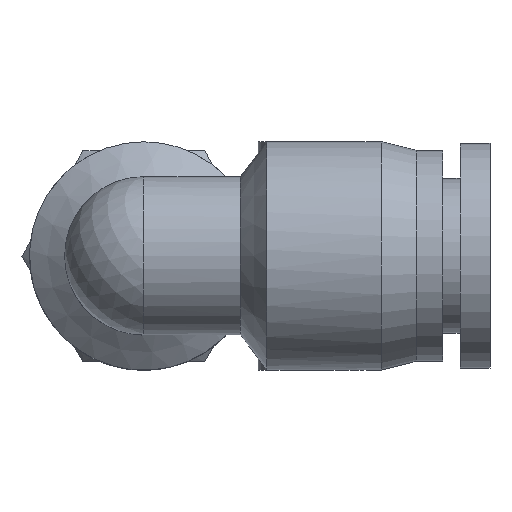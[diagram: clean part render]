
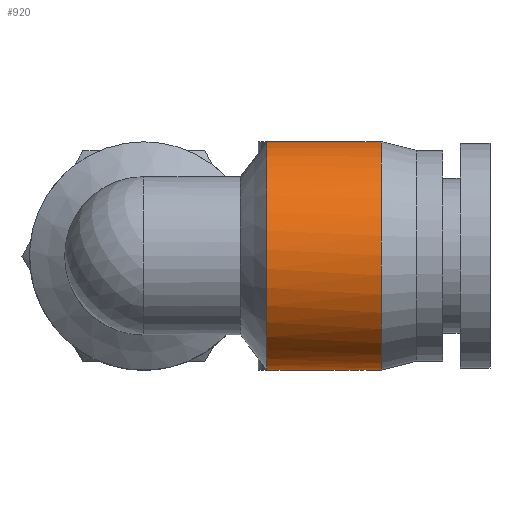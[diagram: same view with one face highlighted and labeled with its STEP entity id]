
A CAD part, top view. The second image highlights one B-rep face of the part: STEP entity #920.
In plain terms, the highlighted cylindrical face has radius 6.5 mm (diameter 13 mm), a full revolution.
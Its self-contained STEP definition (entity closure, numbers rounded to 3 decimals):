
#26=CYLINDRICAL_SURFACE('',#990,6.5);
#86=LINE('',#1423,#139);
#94=LINE('',#1448,#147);
#98=LINE('',#1471,#151);
#139=VECTOR('',#1100,1.);
#147=VECTOR('',#1128,1.);
#151=VECTOR('',#1144,6.5);
#222=FACE_OUTER_BOUND('',#279,.T.);
#279=EDGE_LOOP('',(#665,#666,#667,#668,#669,#670,#671,#672,#673,#674));
#342=CIRCLE('',#977,6.5);
#345=CIRCLE('',#983,6.5);
#350=CIRCLE('',#991,6.5);
#351=CIRCLE('',#992,6.5);
#352=CIRCLE('',#993,6.5);
#353=CIRCLE('',#994,6.5);
#405=VERTEX_POINT('',#1418);
#406=VERTEX_POINT('',#1422);
#407=VERTEX_POINT('',#1426);
#409=VERTEX_POINT('',#1429);
#413=VERTEX_POINT('',#1447);
#419=VERTEX_POINT('',#1468);
#420=VERTEX_POINT('',#1470);
#421=VERTEX_POINT('',#1472);
#495=EDGE_CURVE('',#406,#405,#86,.T.);
#498=EDGE_CURVE('',#409,#407,#342,.T.);
#506=EDGE_CURVE('',#407,#406,#345,.T.);
#508=EDGE_CURVE('',#413,#409,#94,.T.);
#517=EDGE_CURVE('',#419,#405,#350,.T.);
#518=EDGE_CURVE('',#419,#420,#98,.T.);
#519=EDGE_CURVE('',#421,#420,#351,.T.);
#520=EDGE_CURVE('',#420,#421,#352,.T.);
#521=EDGE_CURVE('',#413,#419,#353,.T.);
#665=ORIENTED_EDGE('',*,*,#508,.T.);
#666=ORIENTED_EDGE('',*,*,#498,.T.);
#667=ORIENTED_EDGE('',*,*,#506,.T.);
#668=ORIENTED_EDGE('',*,*,#495,.T.);
#669=ORIENTED_EDGE('',*,*,#517,.F.);
#670=ORIENTED_EDGE('',*,*,#518,.T.);
#671=ORIENTED_EDGE('',*,*,#519,.F.);
#672=ORIENTED_EDGE('',*,*,#520,.F.);
#673=ORIENTED_EDGE('',*,*,#518,.F.);
#674=ORIENTED_EDGE('',*,*,#521,.F.);
#920=ADVANCED_FACE('',(#222),#26,.T.);
#977=AXIS2_PLACEMENT_3D('',#1430,#1105,#1106);
#983=AXIS2_PLACEMENT_3D('',#1444,#1122,#1123);
#990=AXIS2_PLACEMENT_3D('',#1467,#1140,#1141);
#991=AXIS2_PLACEMENT_3D('',#1469,#1142,#1143);
#992=AXIS2_PLACEMENT_3D('',#1473,#1145,#1146);
#993=AXIS2_PLACEMENT_3D('',#1474,#1147,#1148);
#994=AXIS2_PLACEMENT_3D('',#1475,#1149,#1150);
#1100=DIRECTION('',(-1.,0.,0.));
#1105=DIRECTION('center_axis',(1.,0.,0.));
#1106=DIRECTION('ref_axis',(0.,-1.,0.));
#1122=DIRECTION('center_axis',(1.,0.,0.));
#1123=DIRECTION('ref_axis',(0.,-1.,0.));
#1128=DIRECTION('',(1.,0.,0.));
#1140=DIRECTION('center_axis',(-1.,0.,0.));
#1141=DIRECTION('ref_axis',(0.,-1.,0.));
#1142=DIRECTION('center_axis',(-1.,0.,0.));
#1143=DIRECTION('ref_axis',(0.,1.,0.));
#1144=DIRECTION('',(1.,0.,0.));
#1145=DIRECTION('center_axis',(1.,0.,0.));
#1146=DIRECTION('ref_axis',(0.,0.,1.));
#1147=DIRECTION('center_axis',(1.,0.,0.));
#1148=DIRECTION('ref_axis',(0.,0.,1.));
#1149=DIRECTION('center_axis',(-1.,0.,0.));
#1150=DIRECTION('ref_axis',(0.,1.,0.));
#1418=CARTESIAN_POINT('',(7.,1.,20.477));
#1422=CARTESIAN_POINT('',(9.5,1.,20.477));
#1423=CARTESIAN_POINT('',(13.5,1.,20.477));
#1426=CARTESIAN_POINT('',(9.5,0.,20.4));
#1429=CARTESIAN_POINT('',(9.5,-1.,20.477));
#1430=CARTESIAN_POINT('Origin',(9.5,0.,26.9));
#1444=CARTESIAN_POINT('Origin',(9.5,0.,26.9));
#1447=CARTESIAN_POINT('',(7.,-1.,20.477));
#1448=CARTESIAN_POINT('',(13.5,-1.,20.477));
#1467=CARTESIAN_POINT('Origin',(13.5,0.,26.9));
#1468=CARTESIAN_POINT('',(7.,6.5,26.9));
#1469=CARTESIAN_POINT('Origin',(7.,0.,26.9));
#1470=CARTESIAN_POINT('',(13.5,6.5,26.9));
#1471=CARTESIAN_POINT('',(13.5,6.5,26.9));
#1472=CARTESIAN_POINT('',(13.5,0.,20.4));
#1473=CARTESIAN_POINT('Origin',(13.5,0.,26.9));
#1474=CARTESIAN_POINT('Origin',(13.5,0.,26.9));
#1475=CARTESIAN_POINT('Origin',(7.,0.,26.9));
